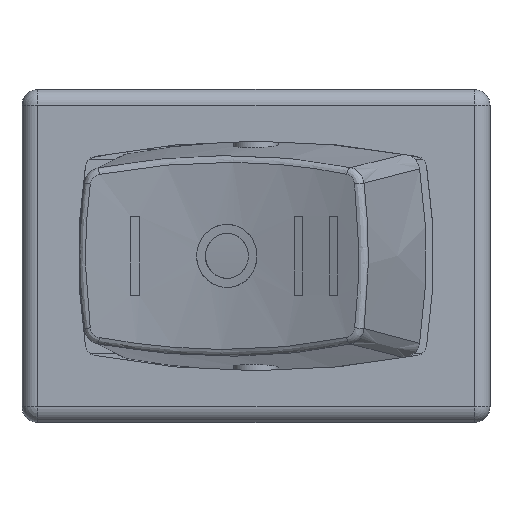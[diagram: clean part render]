
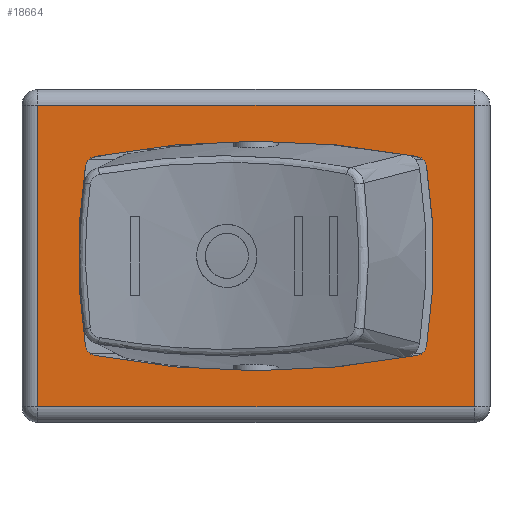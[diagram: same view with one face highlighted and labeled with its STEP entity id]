
A CAD part, top view. The second image highlights one B-rep face of the part: STEP entity #18664.
In plain terms, the highlighted planar face has unit normal (0, 0, 1).
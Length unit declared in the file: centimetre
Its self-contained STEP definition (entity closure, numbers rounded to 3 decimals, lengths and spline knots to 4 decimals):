
#640=PLANE('',#19541);
#741=FACE_BOUND('',#3265,.T.);
#818=CIRCLE('',#18904,0.05);
#819=CIRCLE('',#18906,2.5);
#826=CIRCLE('',#18925,0.05);
#828=CIRCLE('',#18931,0.05);
#830=CIRCLE('',#18936,3.82);
#875=CIRCLE('',#19445,3.82);
#876=CIRCLE('',#19447,2.5);
#877=CIRCLE('',#19449,0.05);
#2177=FACE_OUTER_BOUND('',#3264,.T.);
#3264=EDGE_LOOP('',(#17586,#17587,#17588,#17589));
#3265=EDGE_LOOP('',(#17590,#17591,#17592,#17593,#17594,#17595,#17596,#17597));
#5802=LINE('',#34777,#7712);
#5804=LINE('',#34785,#7714);
#5806=LINE('',#34793,#7716);
#5808=LINE('',#34802,#7718);
#7712=VECTOR('',#23113,1.);
#7714=VECTOR('',#23121,1.);
#7716=VECTOR('',#23129,1.);
#7718=VECTOR('',#23141,1.);
#8045=VERTEX_POINT('',#26789);
#8046=VERTEX_POINT('',#26791);
#8047=VERTEX_POINT('',#26795);
#8075=VERTEX_POINT('',#26877);
#8080=VERTEX_POINT('',#26895);
#8081=VERTEX_POINT('',#26897);
#8082=VERTEX_POINT('',#26905);
#9434=VERTEX_POINT('',#34497);
#9510=VERTEX_POINT('',#34774);
#9511=VERTEX_POINT('',#34776);
#9514=VERTEX_POINT('',#34784);
#9517=VERTEX_POINT('',#34792);
#9973=EDGE_CURVE('',#8046,#8045,#818,.T.);
#9976=EDGE_CURVE('',#8045,#8047,#819,.T.);
#10018=EDGE_CURVE('',#8047,#8075,#826,.T.);
#10027=EDGE_CURVE('',#8081,#8080,#828,.T.);
#10031=EDGE_CURVE('',#8082,#8046,#830,.T.);
#12055=EDGE_CURVE('',#8075,#8081,#875,.T.);
#12057=EDGE_CURVE('',#8080,#9434,#876,.T.);
#12058=EDGE_CURVE('',#9434,#8082,#877,.T.);
#12193=EDGE_CURVE('',#9510,#9511,#5802,.T.);
#12197=EDGE_CURVE('',#9511,#9514,#5804,.T.);
#12201=EDGE_CURVE('',#9514,#9517,#5806,.T.);
#12206=EDGE_CURVE('',#9517,#9510,#5808,.T.);
#17586=ORIENTED_EDGE('',*,*,#12193,.F.);
#17587=ORIENTED_EDGE('',*,*,#12206,.F.);
#17588=ORIENTED_EDGE('',*,*,#12201,.F.);
#17589=ORIENTED_EDGE('',*,*,#12197,.F.);
#17590=ORIENTED_EDGE('',*,*,#9976,.T.);
#17591=ORIENTED_EDGE('',*,*,#10018,.T.);
#17592=ORIENTED_EDGE('',*,*,#12055,.T.);
#17593=ORIENTED_EDGE('',*,*,#10027,.T.);
#17594=ORIENTED_EDGE('',*,*,#12057,.T.);
#17595=ORIENTED_EDGE('',*,*,#12058,.T.);
#17596=ORIENTED_EDGE('',*,*,#10031,.T.);
#17597=ORIENTED_EDGE('',*,*,#9973,.T.);
#18664=ADVANCED_FACE('',(#2177,#741),#640,.T.);
#18904=AXIS2_PLACEMENT_3D('',#26792,#20282,#20283);
#18906=AXIS2_PLACEMENT_3D('',#26797,#20288,#20289);
#18925=AXIS2_PLACEMENT_3D('',#26879,#20361,#20362);
#18931=AXIS2_PLACEMENT_3D('',#26898,#20380,#20381);
#18936=AXIS2_PLACEMENT_3D('',#26906,#20392,#20393);
#19445=AXIS2_PLACEMENT_3D('',#34495,#22835,#22836);
#19447=AXIS2_PLACEMENT_3D('',#34499,#22840,#22841);
#19449=AXIS2_PLACEMENT_3D('',#34501,#22844,#22845);
#19541=AXIS2_PLACEMENT_3D('',#34821,#23170,#23171);
#20282=DIRECTION('center_axis',(0.,0.,
-1.));
#20283=DIRECTION('ref_axis',(0.987,0.16,0.));
#20288=DIRECTION('center_axis',(0.,0.,
-1.));
#20289=DIRECTION('ref_axis',(0.987,-0.16,0.));
#20361=DIRECTION('center_axis',(0.,0.,
-1.));
#20362=DIRECTION('ref_axis',(0.188,-0.982,0.));
#20380=DIRECTION('center_axis',(0.,0.,
-1.));
#20381=DIRECTION('ref_axis',(-0.987,-0.16,0.));
#20392=DIRECTION('center_axis',(0.,0.,
-1.));
#20393=DIRECTION('ref_axis',(0.188,0.982,0.));
#22835=DIRECTION('center_axis',(0.,0.,
-1.));
#22836=DIRECTION('ref_axis',(-0.188,-0.982,0.));
#22840=DIRECTION('center_axis',(0.,0.,
-1.));
#22841=DIRECTION('ref_axis',(-0.987,0.16,0.));
#22844=DIRECTION('center_axis',(0.,0.,
-1.));
#22845=DIRECTION('ref_axis',(-0.188,0.982,0.));
#23113=DIRECTION('',(0.,-1.,0.));
#23121=DIRECTION('',(-1.,0.,0.));
#23129=DIRECTION('',(0.,1.,0.));
#23141=DIRECTION('',(1.,0.,0.));
#23170=DIRECTION('center_axis',(0.,0.,
1.));
#23171=DIRECTION('ref_axis',(1.,0.,0.));
#26789=CARTESIAN_POINT('',(-0.7576,-0.4009,1.54));
#26791=CARTESIAN_POINT('',(-0.7177,-0.442,1.54));
#26792=CARTESIAN_POINT('Origin',(-0.7083,-0.3929,
1.54));
#26795=CARTESIAN_POINT('',(-0.7576,0.4009,1.54));
#26797=CARTESIAN_POINT('Origin',(1.71,0.,1.54));
#26877=CARTESIAN_POINT('',(-0.7177,0.442,1.54));
#26879=CARTESIAN_POINT('Origin',(-0.7083,0.3929,1.54));
#26895=CARTESIAN_POINT('',(0.7576,0.4009,1.54));
#26897=CARTESIAN_POINT('',(0.7177,0.442,1.54));
#26898=CARTESIAN_POINT('Origin',(0.7083,0.3929,1.54));
#26905=CARTESIAN_POINT('',(0.7177,-0.442,1.54));
#26906=CARTESIAN_POINT('Origin',(0.,3.31,1.54));
#34495=CARTESIAN_POINT('Origin',(0.,-3.31,1.54));
#34497=CARTESIAN_POINT('',(0.7576,-0.4009,1.54));
#34499=CARTESIAN_POINT('Origin',(-1.71,0.,1.54));
#34501=CARTESIAN_POINT('Origin',(0.7083,-0.3929,1.54));
#34774=CARTESIAN_POINT('',(0.97,0.67,1.54));
#34776=CARTESIAN_POINT('',(0.97,-0.67,1.54));
#34777=CARTESIAN_POINT('',(0.97,0.335,1.54));
#34784=CARTESIAN_POINT('',(-0.97,-0.67,1.54));
#34785=CARTESIAN_POINT('',(0.485,-0.67,1.54));
#34792=CARTESIAN_POINT('',(-0.97,0.67,1.54));
#34793=CARTESIAN_POINT('',(-0.97,-0.335,1.54));
#34802=CARTESIAN_POINT('',(-0.485,0.67,1.54));
#34821=CARTESIAN_POINT('Origin',(0.,0.,
1.54));
